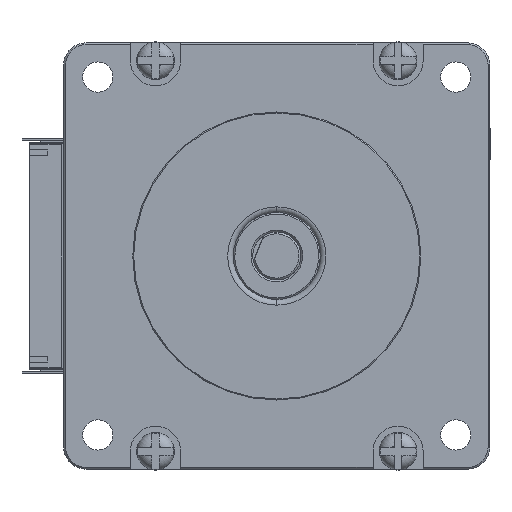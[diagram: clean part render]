
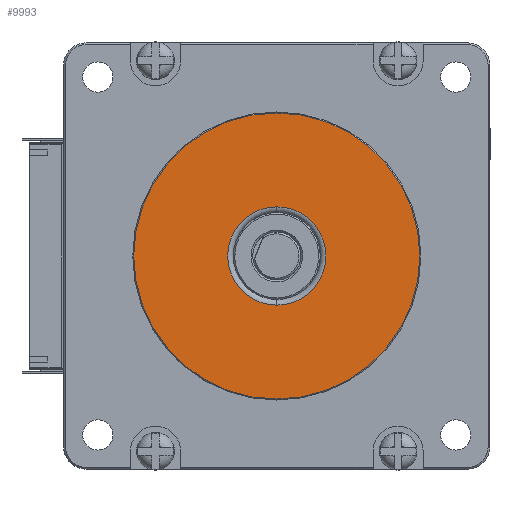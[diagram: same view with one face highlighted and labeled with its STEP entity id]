
A CAD part, left-side view. The second image highlights one B-rep face of the part: STEP entity #9993.
In plain terms, the highlighted planar face has unit normal (-1, 0, 0).
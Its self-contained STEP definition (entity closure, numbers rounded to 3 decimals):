
#68 = EDGE_CURVE ( 'NONE', #4895, #10001, #8356, .T. ) ;
#539 = CARTESIAN_POINT ( 'NONE',  ( -1.6, 70.427, -158.365 ) ) ;
#553 = EDGE_CURVE ( 'NONE', #2197, #11697, #1349, .T. ) ;
#832 = CIRCLE ( 'NONE', #10347, 18.925 ) ;
#1317 = CARTESIAN_POINT ( 'NONE',  ( -1.6, 70.427, -164.865 ) ) ;
#1349 = CIRCLE ( 'NONE', #2677, 18.925 ) ;
#1414 = CARTESIAN_POINT ( 'NONE',  ( -1.6, 70.427, -171.365 ) ) ;
#1671 = ORIENTED_EDGE ( 'NONE', *, *, #5236, .T. ) ;
#1726 = DIRECTION ( 'NONE',  ( 1., 0., 0. ) ) ;
#1932 = DIRECTION ( 'NONE',  ( 0., 0., -1. ) ) ;
#2197 = VERTEX_POINT ( 'NONE', #6288 ) ;
#2449 = CARTESIAN_POINT ( 'NONE',  ( -1.6, 70.427, -145.94 ) ) ;
#2677 = AXIS2_PLACEMENT_3D ( 'NONE', #5899, #8902, #1932 ) ;
#2968 = EDGE_LOOP ( 'NONE', ( #12297, #1671 ) ) ;
#4093 = DIRECTION ( 'NONE',  ( 1., 0., 0. ) ) ;
#4110 = DIRECTION ( 'NONE',  ( 0., 0., -1. ) ) ;
#4401 = CIRCLE ( 'NONE', #11285, 6.5 ) ;
#4882 = AXIS2_PLACEMENT_3D ( 'NONE', #1317, #10677, #7619 ) ;
#4895 = VERTEX_POINT ( 'NONE', #539 ) ;
#5023 = CARTESIAN_POINT ( 'NONE',  ( -1.6, 70.427, -164.865 ) ) ;
#5053 = DIRECTION ( 'NONE',  ( -1., 0., 0. ) ) ;
#5236 = EDGE_CURVE ( 'NONE', #11697, #2197, #832, .T. ) ;
#5516 = FACE_OUTER_BOUND ( 'NONE', #2968, .T. ) ;
#5899 = CARTESIAN_POINT ( 'NONE',  ( -1.6, 70.427, -164.865 ) ) ;
#6067 = EDGE_CURVE ( 'NONE', #10001, #4895, #4401, .T. ) ;
#6275 = PLANE ( 'NONE',  #4882 ) ;
#6288 = CARTESIAN_POINT ( 'NONE',  ( -1.6, 70.427, -183.79 ) ) ;
#6511 = CARTESIAN_POINT ( 'NONE',  ( -1.6, 70.427, -164.865 ) ) ;
#7382 = FACE_BOUND ( 'NONE', #12441, .T. ) ;
#7619 = DIRECTION ( 'NONE',  ( 0., 0., -1. ) ) ;
#8356 = CIRCLE ( 'NONE', #12542, 6.5 ) ;
#8902 = DIRECTION ( 'NONE',  ( -1., 0., 0. ) ) ;
#9993 = ADVANCED_FACE ( 'NONE', ( #5516, #7382 ), #6275, .F. ) ;
#10001 = VERTEX_POINT ( 'NONE', #1414 ) ;
#10074 = CARTESIAN_POINT ( 'NONE',  ( -1.6, 70.427, -164.865 ) ) ;
#10174 = ORIENTED_EDGE ( 'NONE', *, *, #68, .T. ) ;
#10347 = AXIS2_PLACEMENT_3D ( 'NONE', #5023, #5053, #4110 ) ;
#10677 = DIRECTION ( 'NONE',  ( 1., 0., 0. ) ) ;
#10693 = DIRECTION ( 'NONE',  ( 0., 0., -1. ) ) ;
#11095 = DIRECTION ( 'NONE',  ( 0., 0., -1. ) ) ;
#11179 = ORIENTED_EDGE ( 'NONE', *, *, #6067, .T. ) ;
#11285 = AXIS2_PLACEMENT_3D ( 'NONE', #6511, #1726, #10693 ) ;
#11697 = VERTEX_POINT ( 'NONE', #2449 ) ;
#12297 = ORIENTED_EDGE ( 'NONE', *, *, #553, .T. ) ;
#12441 = EDGE_LOOP ( 'NONE', ( #11179, #10174 ) ) ;
#12542 = AXIS2_PLACEMENT_3D ( 'NONE', #10074, #4093, #11095 ) ;
